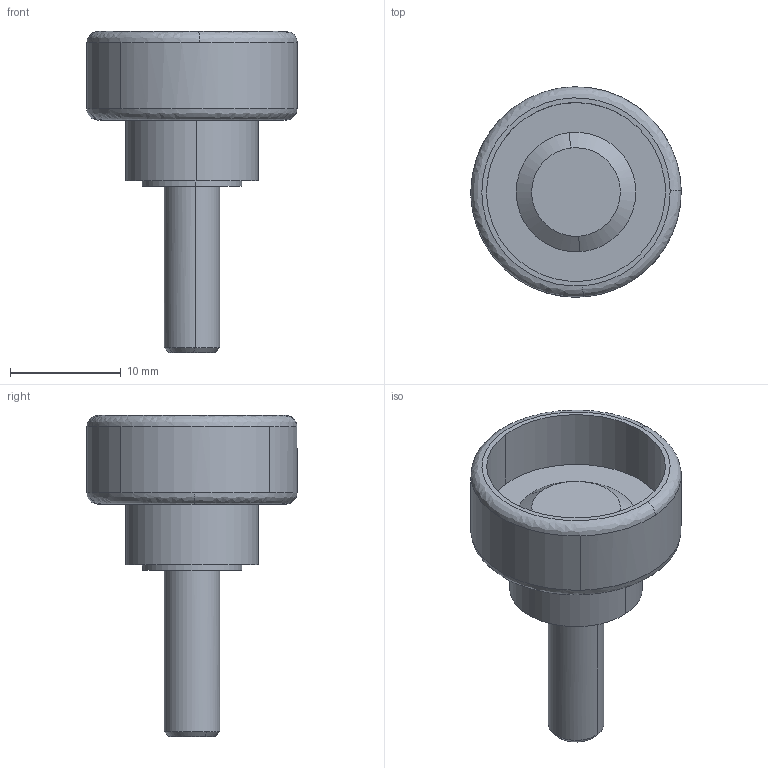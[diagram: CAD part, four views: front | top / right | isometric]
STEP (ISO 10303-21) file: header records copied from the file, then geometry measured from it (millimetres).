
FILE_DESCRIPTION((''),'2;1');
FILE_NAME('','2005-07-15T10:33:20',(''),(''),'','CADfix','');
FILE_SCHEMA(('AUTOMOTIVE_DESIGN'));
Length unit declared in the file: millimetre
Products named in the file (3): screw; knob; KIMS_19_M5_15_3970_36
Assembly tree (2 placements, depth 2):
  KIMS_19_M5_15_3970_36
    screw
    knob
Bounding box: 19 x 19 x 29 mm (x, y, z)
Volume: 2142.6 mm3; surface area: 2131.4 mm2
Topology: 2 solids, 2 shells, 32 faces, 104 edges, 82 vertices
Faces by surface type: bspline 32
Entity records: 1385 total; most frequent: CARTESIAN_POINT 777, ORIENTED_EDGE 208, EDGE_CURVE 104, VERTEX_POINT 82, EDGE_LOOP 38, FACE_OUTER_BOUND 32, ADVANCED_FACE 32, QUASI_UNIFORM_CURVE 18
